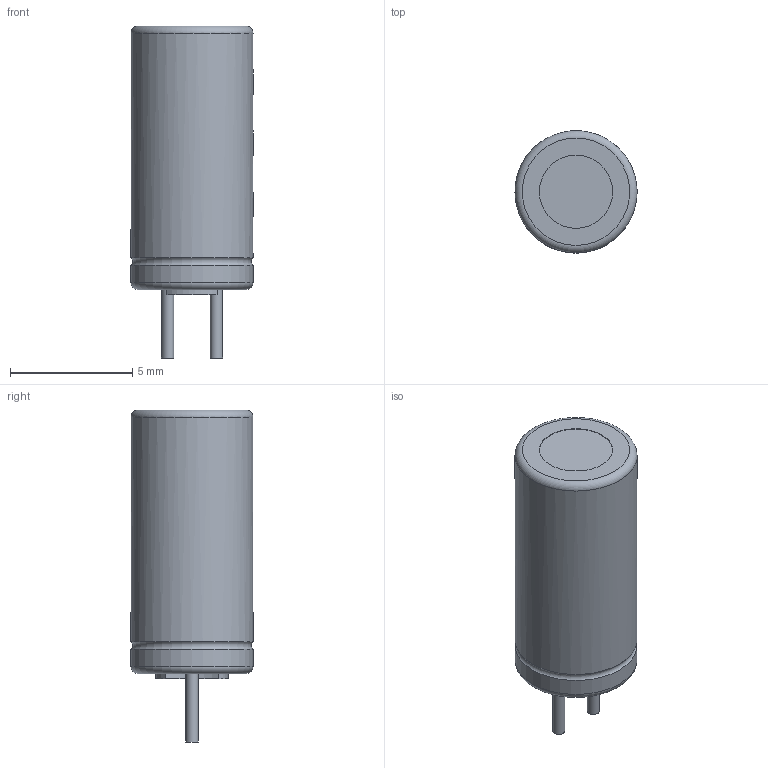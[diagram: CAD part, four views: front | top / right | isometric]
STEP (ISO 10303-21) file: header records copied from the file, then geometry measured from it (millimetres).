
FILE_DESCRIPTION(('FreeCAD Model'),'2;1');
FILE_NAME('Capacitor-Electrolytic-5x11.step','2018-04-24T14:11:20',('Author'),(''), 'Open CASCADE STEP processor 7.2','FreeCAD','Unknown');
FILE_SCHEMA(('AUTOMOTIVE_DESIGN { 1 0 10303 214 1 1 1 1 }'));
Length unit declared in the file: millimetre
Products named in the file (5): Pad001; Cut; Pad003; Pad; Clone_(Mirror_#1)
Bounding box: 5 x 5 x 13.6 mm (x, y, z)
Volume: 213.4 mm3; surface area: 244.3 mm2
Topology: 5 solids, 5 shells, 38 faces, 73 edges, 47 vertices
Faces by surface type: plane 24, cylinder 11, torus 3
Full cylindrical faces by diameter (mm): 0.5 x2, 3 x2, 3.3 x1, 5 x2
Entity records: 1227 total; most frequent: DIRECTION 194, CARTESIAN_POINT 159, ORIENTED_EDGE 146, AXIS2_PLACEMENT_3D 82, EDGE_CURVE 73, VERTEX_POINT 47, CIRCLE 43, FACE_BOUND 40
